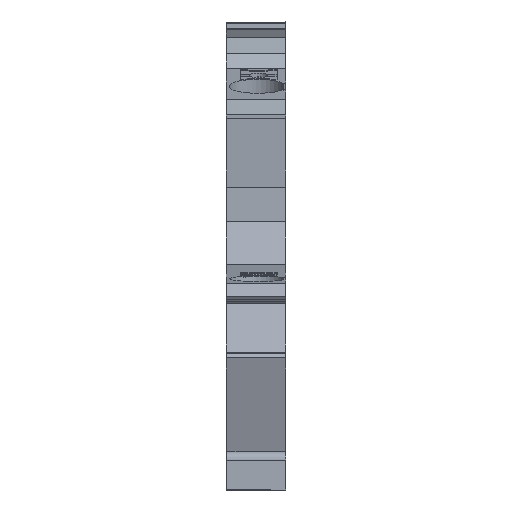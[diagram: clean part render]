
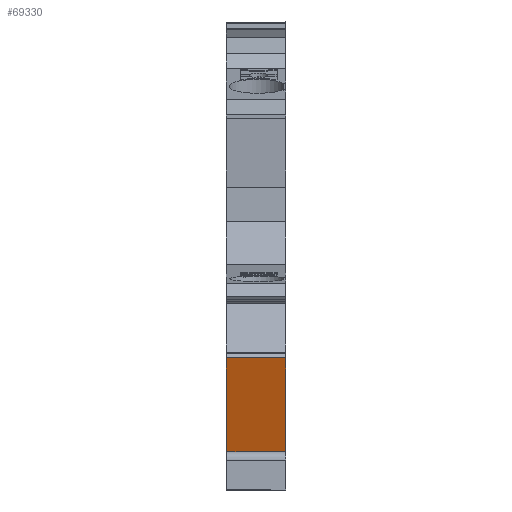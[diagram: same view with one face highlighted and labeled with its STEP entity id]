
A CAD part, front view. The second image highlights one B-rep face of the part: STEP entity #69330.
In plain terms, the highlighted face is planar.
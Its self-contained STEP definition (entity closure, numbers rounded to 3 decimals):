
#6850=CARTESIAN_POINT('',(-65.562,6.941,
0.));
#6860=VERTEX_POINT('',#6850);
#6890=CARTESIAN_POINT('',(-72.19,26.188,
0.));
#6900=DIRECTION('',(-0.326,0.946,
0.));
#6910=VECTOR('',#6900,1.);
#6920=LINE('',#6890,#6910);
#6930=CARTESIAN_POINT('',(-62.208,-2.8,
0.));
#6940=VERTEX_POINT('',#6930);
#6950=EDGE_CURVE('',#6940,#6860,#6920,.T.);
#14740=CARTESIAN_POINT('',(-61.348,-5.3,
6.15));
#14750=VERTEX_POINT('',#14740);
#14780=CARTESIAN_POINT('',(-72.19,26.188,
6.15));
#14790=DIRECTION('',(-0.326,0.946,
0.));
#14800=VECTOR('',#14790,1.);
#14810=LINE('',#14780,#14800);
#14820=CARTESIAN_POINT('',(-62.208,-2.8,
6.15));
#14830=VERTEX_POINT('',#14820);
#14840=EDGE_CURVE('',#14750,#14830,#14810,.T.);
#14860=CARTESIAN_POINT('',(-72.19,26.188,
6.15));
#14870=DIRECTION('',(0.326,-0.946,
0.));
#14880=VECTOR('',#14870,1.);
#14890=LINE('',#14860,#14880);
#14900=CARTESIAN_POINT('',(-65.562,6.941,
6.15));
#14910=VERTEX_POINT('',#14900);
#14920=EDGE_CURVE('',#14910,#14830,#14890,.T.);
#31370=CARTESIAN_POINT('',(-62.208,-2.8,
0.));
#31380=DIRECTION('',(0.,0.,-1.));
#31390=VECTOR('',#31380,1.);
#31400=LINE('',#31370,#31390);
#31410=CARTESIAN_POINT('',(-62.208,-2.8,
1.));
#31420=VERTEX_POINT('',#31410);
#31430=EDGE_CURVE('',#31420,#6940,#31400,.T.);
#59330=CARTESIAN_POINT('',(-65.562,6.941,
0.));
#59340=DIRECTION('',(0.,0.,1.));
#59350=VECTOR('',#59340,1.);
#59360=LINE('',#59330,#59350);
#59370=EDGE_CURVE('',#6860,#14910,#59360,.T.);
#69070=CARTESIAN_POINT('',(-65.562,6.941,
0.));
#69080=DIRECTION('',(0.946,0.326,
0.));
#69090=DIRECTION('',(-0.326,0.946,
0.));
#69100=AXIS2_PLACEMENT_3D('',#69070,#69080,#69090);
#69110=PLANE('',#69100);
#69120=ORIENTED_EDGE('',*,*,#6950,.F.);
#69130=ORIENTED_EDGE('',*,*,#59370,.F.);
#69140=ORIENTED_EDGE('',*,*,#14920,.F.);
#69150=ORIENTED_EDGE('',*,*,#14840,.T.);
#69160=CARTESIAN_POINT('',(-61.348,-5.3,
0.));
#69170=DIRECTION('',(0.,0.,1.));
#69180=VECTOR('',#69170,1.);
#69190=LINE('',#69160,#69180);
#69200=CARTESIAN_POINT('',(-61.348,-5.3,
1.));
#69210=VERTEX_POINT('',#69200);
#69220=EDGE_CURVE('',#69210,#14750,#69190,.T.);
#69230=ORIENTED_EDGE('',*,*,#69220,.T.);
#69240=CARTESIAN_POINT('',(-81.68,53.749,
1.));
#69250=DIRECTION('',(0.326,-0.946,
0.));
#69260=VECTOR('',#69250,1.);
#69270=LINE('',#69240,#69260);
#69280=EDGE_CURVE('',#31420,#69210,#69270,.T.);
#69290=ORIENTED_EDGE('',*,*,#69280,.T.);
#69300=ORIENTED_EDGE('',*,*,#31430,.F.);
#69310=EDGE_LOOP('',(#69300,#69290,#69230,#69150,#69140,#69130,#69120));
#69320=FACE_OUTER_BOUND('',#69310,.T.);
#69330=ADVANCED_FACE('',(#69320),#69110,.F.);
